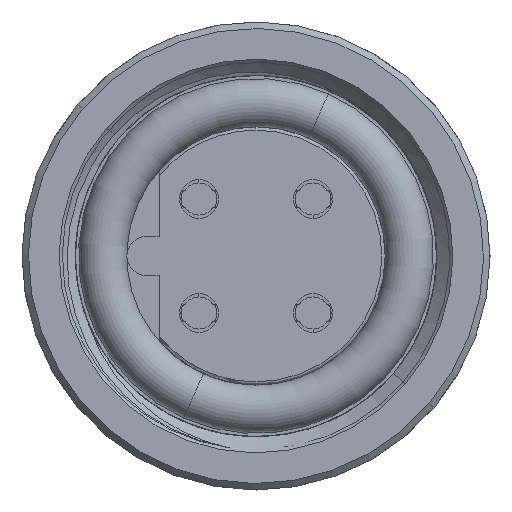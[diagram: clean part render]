
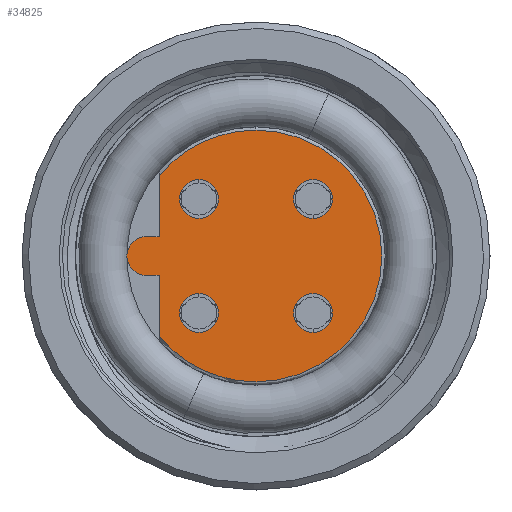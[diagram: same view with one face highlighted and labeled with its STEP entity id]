
A CAD part, left-side view. The second image highlights one B-rep face of the part: STEP entity #34825.
In plain terms, the highlighted planar face has unit normal (-1, 0, 0).
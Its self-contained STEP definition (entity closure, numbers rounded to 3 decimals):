
#596 = EDGE_CURVE ( 'NONE', #29952, #27690, #30322, .T. ) ;
#853 = CARTESIAN_POINT ( 'NONE',  ( -9.35, 3., -0.6 ) ) ;
#1004 = CARTESIAN_POINT ( 'NONE',  ( -9.35, 0., 0. ) ) ;
#1356 = DIRECTION ( 'NONE',  ( 0., 0., -1. ) ) ;
#1420 = ORIENTED_EDGE ( 'NONE', *, *, #29384, .F. ) ;
#1555 = CARTESIAN_POINT ( 'NONE',  ( -9.35, 1.768, -1.168 ) ) ;
#1591 = AXIS2_PLACEMENT_3D ( 'NONE', #30689, #9216, #25377 ) ;
#1726 = CARTESIAN_POINT ( 'NONE',  ( -9.35, 1.768, -1.768 ) ) ;
#1859 = DIRECTION ( 'NONE',  ( 0., 0., 1. ) ) ;
#1870 = FACE_BOUND ( 'NONE', #19381, .T. ) ;
#2736 = EDGE_LOOP ( 'NONE', ( #30379, #13303, #30999, #28915, #31561, #29645, #21490, #14716 ) ) ;
#2786 = DIRECTION ( 'NONE',  ( 0., 0., 1. ) ) ;
#2801 = EDGE_CURVE ( 'NONE', #2868, #33599, #12233, .T. ) ;
#2856 = CARTESIAN_POINT ( 'NONE',  ( -9.35, 3.4, 0.6 ) ) ;
#2868 = VERTEX_POINT ( 'NONE', #1555 ) ;
#3567 = ORIENTED_EDGE ( 'NONE', *, *, #16819, .F. ) ;
#3814 = AXIS2_PLACEMENT_3D ( 'NONE', #28642, #24003, #1859 ) ;
#3961 = VERTEX_POINT ( 'NONE', #27055 ) ;
#4536 = VERTEX_POINT ( 'NONE', #15295 ) ;
#4828 = EDGE_CURVE ( 'NONE', #8321, #28541, #33199, .T. ) ;
#5335 = DIRECTION ( 'NONE',  ( 0., 0., 1. ) ) ;
#5420 = CARTESIAN_POINT ( 'NONE',  ( -9.35, 3.4, 0. ) ) ;
#5561 = LINE ( 'NONE', #30024, #28798 ) ;
#5946 = AXIS2_PLACEMENT_3D ( 'NONE', #11712, #30857, #19849 ) ;
#6035 = DIRECTION ( 'NONE',  ( 0., 1., 0. ) ) ;
#6353 = EDGE_CURVE ( 'NONE', #4536, #10477, #12885, .T. ) ;
#6867 = CARTESIAN_POINT ( 'NONE',  ( -9.35, 1.768, 1.768 ) ) ;
#7777 = CARTESIAN_POINT ( 'NONE',  ( -9.35, -1.768, 2.368 ) ) ;
#7903 = LINE ( 'NONE', #19236, #14035 ) ;
#8321 = VERTEX_POINT ( 'NONE', #12204 ) ;
#8323 = CARTESIAN_POINT ( 'NONE',  ( -9.35, 0., 0. ) ) ;
#9216 = DIRECTION ( 'NONE',  ( -1., 0., 0. ) ) ;
#9317 = CARTESIAN_POINT ( 'NONE',  ( -9.35, 0., 0. ) ) ;
#9348 = CARTESIAN_POINT ( 'NONE',  ( -9.35, -1.768, 1.768 ) ) ;
#9527 = DIRECTION ( 'NONE',  ( -1., 0., 0. ) ) ;
#10117 = EDGE_CURVE ( 'NONE', #35061, #11031, #27855, .T. ) ;
#10154 = EDGE_CURVE ( 'NONE', #28756, #29952, #25490, .T. ) ;
#10419 = ORIENTED_EDGE ( 'NONE', *, *, #10117, .F. ) ;
#10477 = VERTEX_POINT ( 'NONE', #33087 ) ;
#11031 = VERTEX_POINT ( 'NONE', #7777 ) ;
#11576 = CARTESIAN_POINT ( 'NONE',  ( -9.35, -1.768, 1.168 ) ) ;
#11712 = CARTESIAN_POINT ( 'NONE',  ( -9.35, 1.768, 1.768 ) ) ;
#12070 = CARTESIAN_POINT ( 'NONE',  ( -9.35, 3., 0.6 ) ) ;
#12103 = AXIS2_PLACEMENT_3D ( 'NONE', #8323, #13839, #29968 ) ;
#12186 = CARTESIAN_POINT ( 'NONE',  ( -9.35, 3., 2.646 ) ) ;
#12204 = CARTESIAN_POINT ( 'NONE',  ( -9.35, 1.768, 2.368 ) ) ;
#12233 = CIRCLE ( 'NONE', #20152, 0.6 ) ;
#12243 = EDGE_CURVE ( 'NONE', #10477, #27858, #17779, .T. ) ;
#12538 = DIRECTION ( 'NONE',  ( 0., 0., 1. ) ) ;
#12731 = EDGE_LOOP ( 'NONE', ( #24031, #10419 ) ) ;
#12885 = CIRCLE ( 'NONE', #1591, 3.9 ) ;
#13139 = CARTESIAN_POINT ( 'NONE',  ( -9.35, -1.768, -1.768 ) ) ;
#13303 = ORIENTED_EDGE ( 'NONE', *, *, #6353, .T. ) ;
#13318 = DIRECTION ( 'NONE',  ( -1., 0., 0. ) ) ;
#13578 = DIRECTION ( 'NONE',  ( 1., 0., 0. ) ) ;
#13839 = DIRECTION ( 'NONE',  ( -1., 0., 0. ) ) ;
#14035 = VECTOR ( 'NONE', #2786, 1000. ) ;
#14716 = ORIENTED_EDGE ( 'NONE', *, *, #17947, .F. ) ;
#14847 = DIRECTION ( 'NONE',  ( -1., 0., 0. ) ) ;
#15011 = DIRECTION ( 'NONE',  ( 0., 0., -1. ) ) ;
#15295 = CARTESIAN_POINT ( 'NONE',  ( -9.35, 3., -2.492 ) ) ;
#15408 = EDGE_CURVE ( 'NONE', #32863, #16270, #24107, .T. ) ;
#16270 = VERTEX_POINT ( 'NONE', #29031 ) ;
#16488 = AXIS2_PLACEMENT_3D ( 'NONE', #1004, #22620, #15011 ) ;
#16535 = VECTOR ( 'NONE', #33671, 1000. ) ;
#16819 = EDGE_CURVE ( 'NONE', #33599, #2868, #27013, .T. ) ;
#16874 = CIRCLE ( 'NONE', #32169, 0.6 ) ;
#16944 = EDGE_LOOP ( 'NONE', ( #23284, #3567 ) ) ;
#17310 = DIRECTION ( 'NONE',  ( -1., 0., 0. ) ) ;
#17476 = EDGE_CURVE ( 'NONE', #4536, #22846, #7903, .T. ) ;
#17614 = ORIENTED_EDGE ( 'NONE', *, *, #4828, .F. ) ;
#17779 = CIRCLE ( 'NONE', #12103, 3.9 ) ;
#17947 = EDGE_CURVE ( 'NONE', #22846, #3961, #5561, .T. ) ;
#18801 = AXIS2_PLACEMENT_3D ( 'NONE', #9348, #28506, #12538 ) ;
#19236 = CARTESIAN_POINT ( 'NONE',  ( -9.35, 3., -2.646 ) ) ;
#19381 = EDGE_LOOP ( 'NONE', ( #17614, #32056 ) ) ;
#19445 = CIRCLE ( 'NONE', #25690, 0.6 ) ;
#19849 = DIRECTION ( 'NONE',  ( 0., 0., 1. ) ) ;
#20152 = AXIS2_PLACEMENT_3D ( 'NONE', #1726, #14847, #31506 ) ;
#20165 = DIRECTION ( 'NONE',  ( 0., 0., 1. ) ) ;
#21276 = CARTESIAN_POINT ( 'NONE',  ( -9.35, -1.768, 1.768 ) ) ;
#21413 = CARTESIAN_POINT ( 'NONE',  ( -9.35, 3.4, 0.6 ) ) ;
#21490 = ORIENTED_EDGE ( 'NONE', *, *, #23076, .F. ) ;
#21499 = AXIS2_PLACEMENT_3D ( 'NONE', #9317, #25629, #1356 ) ;
#21726 = DIRECTION ( 'NONE',  ( 0., 0., 1. ) ) ;
#21799 = EDGE_CURVE ( 'NONE', #27858, #28756, #22138, .T. ) ;
#22138 = CIRCLE ( 'NONE', #16488, 3.9 ) ;
#22620 = DIRECTION ( 'NONE',  ( -1., 0., 0. ) ) ;
#22797 = FACE_BOUND ( 'NONE', #23320, .T. ) ;
#22846 = VERTEX_POINT ( 'NONE', #853 ) ;
#23076 = EDGE_CURVE ( 'NONE', #3961, #27690, #19445, .T. ) ;
#23284 = ORIENTED_EDGE ( 'NONE', *, *, #2801, .F. ) ;
#23320 = EDGE_LOOP ( 'NONE', ( #34621, #1420 ) ) ;
#23937 = DIRECTION ( 'NONE',  ( 0., 0., 1. ) ) ;
#24003 = DIRECTION ( 'NONE',  ( -1., 0., 0. ) ) ;
#24031 = ORIENTED_EDGE ( 'NONE', *, *, #27250, .F. ) ;
#24107 = CIRCLE ( 'NONE', #25812, 0.6 ) ;
#24679 = EDGE_CURVE ( 'NONE', #28541, #8321, #25209, .T. ) ;
#25209 = CIRCLE ( 'NONE', #5946, 0.6 ) ;
#25377 = DIRECTION ( 'NONE',  ( 0., 0., -1. ) ) ;
#25490 = LINE ( 'NONE', #12186, #16535 ) ;
#25629 = DIRECTION ( 'NONE',  ( 1., 0., 0. ) ) ;
#25640 = DIRECTION ( 'NONE',  ( 0., 0., 1. ) ) ;
#25690 = AXIS2_PLACEMENT_3D ( 'NONE', #5420, #13578, #21726 ) ;
#25812 = AXIS2_PLACEMENT_3D ( 'NONE', #13139, #13318, #5335 ) ;
#25994 = PLANE ( 'NONE',  #21499 ) ;
#26829 = CARTESIAN_POINT ( 'NONE',  ( -9.35, 0., 3.9 ) ) ;
#27013 = CIRCLE ( 'NONE', #3814, 0.6 ) ;
#27055 = CARTESIAN_POINT ( 'NONE',  ( -9.35, 3.4, -0.6 ) ) ;
#27250 = EDGE_CURVE ( 'NONE', #11031, #35061, #32624, .T. ) ;
#27539 = AXIS2_PLACEMENT_3D ( 'NONE', #21276, #29962, #23937 ) ;
#27690 = VERTEX_POINT ( 'NONE', #21413 ) ;
#27855 = CIRCLE ( 'NONE', #18801, 0.6 ) ;
#27858 = VERTEX_POINT ( 'NONE', #26829 ) ;
#27956 = VECTOR ( 'NONE', #6035, 1000. ) ;
#28294 = FACE_BOUND ( 'NONE', #16944, .T. ) ;
#28506 = DIRECTION ( 'NONE',  ( -1., 0., 0. ) ) ;
#28541 = VERTEX_POINT ( 'NONE', #32879 ) ;
#28642 = CARTESIAN_POINT ( 'NONE',  ( -9.35, 1.768, -1.768 ) ) ;
#28700 = AXIS2_PLACEMENT_3D ( 'NONE', #6867, #9527, #20165 ) ;
#28756 = VERTEX_POINT ( 'NONE', #33156 ) ;
#28798 = VECTOR ( 'NONE', #32701, 1000. ) ;
#28915 = ORIENTED_EDGE ( 'NONE', *, *, #21799, .T. ) ;
#29031 = CARTESIAN_POINT ( 'NONE',  ( -9.35, -1.768, -2.368 ) ) ;
#29384 = EDGE_CURVE ( 'NONE', #16270, #32863, #16874, .T. ) ;
#29645 = ORIENTED_EDGE ( 'NONE', *, *, #596, .T. ) ;
#29952 = VERTEX_POINT ( 'NONE', #12070 ) ;
#29962 = DIRECTION ( 'NONE',  ( -1., 0., 0. ) ) ;
#29968 = DIRECTION ( 'NONE',  ( 0., 0., -1. ) ) ;
#30024 = CARTESIAN_POINT ( 'NONE',  ( -9.35, 3.4, -0.6 ) ) ;
#30322 = LINE ( 'NONE', #2856, #27956 ) ;
#30379 = ORIENTED_EDGE ( 'NONE', *, *, #17476, .F. ) ;
#30689 = CARTESIAN_POINT ( 'NONE',  ( -9.35, 0., 0. ) ) ;
#30857 = DIRECTION ( 'NONE',  ( -1., 0., 0. ) ) ;
#30999 = ORIENTED_EDGE ( 'NONE', *, *, #12243, .T. ) ;
#31506 = DIRECTION ( 'NONE',  ( 0., 0., 1. ) ) ;
#31561 = ORIENTED_EDGE ( 'NONE', *, *, #10154, .T. ) ;
#32056 = ORIENTED_EDGE ( 'NONE', *, *, #24679, .F. ) ;
#32169 = AXIS2_PLACEMENT_3D ( 'NONE', #33111, #17310, #25640 ) ;
#32469 = CARTESIAN_POINT ( 'NONE',  ( -9.35, 1.768, -2.368 ) ) ;
#32624 = CIRCLE ( 'NONE', #27539, 0.6 ) ;
#32701 = DIRECTION ( 'NONE',  ( 0., 1., 0. ) ) ;
#32863 = VERTEX_POINT ( 'NONE', #33029 ) ;
#32879 = CARTESIAN_POINT ( 'NONE',  ( -9.35, 1.768, 1.168 ) ) ;
#33029 = CARTESIAN_POINT ( 'NONE',  ( -9.35, -1.768, -1.168 ) ) ;
#33087 = CARTESIAN_POINT ( 'NONE',  ( -9.35, 0., -3.9 ) ) ;
#33111 = CARTESIAN_POINT ( 'NONE',  ( -9.35, -1.768, -1.768 ) ) ;
#33156 = CARTESIAN_POINT ( 'NONE',  ( -9.35, 3., 2.492 ) ) ;
#33199 = CIRCLE ( 'NONE', #28700, 0.6 ) ;
#33599 = VERTEX_POINT ( 'NONE', #32469 ) ;
#33634 = FACE_BOUND ( 'NONE', #12731, .T. ) ;
#33671 = DIRECTION ( 'NONE',  ( 0., 0., -1. ) ) ;
#33818 = FACE_OUTER_BOUND ( 'NONE', #2736, .T. ) ;
#34621 = ORIENTED_EDGE ( 'NONE', *, *, #15408, .F. ) ;
#34825 = ADVANCED_FACE ( 'NONE', ( #1870, #28294, #22797, #33634, #33818 ), #25994, .F. ) ;
#35061 = VERTEX_POINT ( 'NONE', #11576 ) ;
